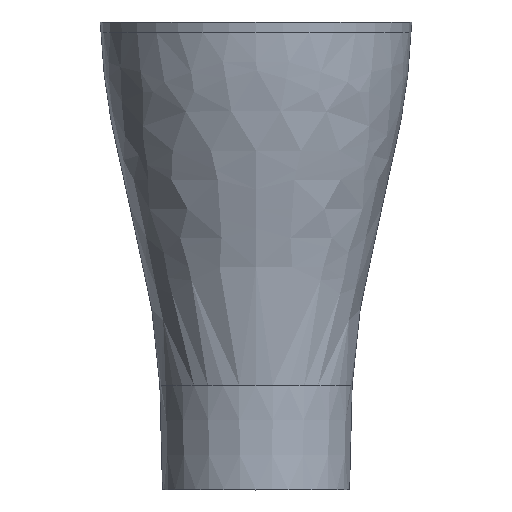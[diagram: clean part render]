
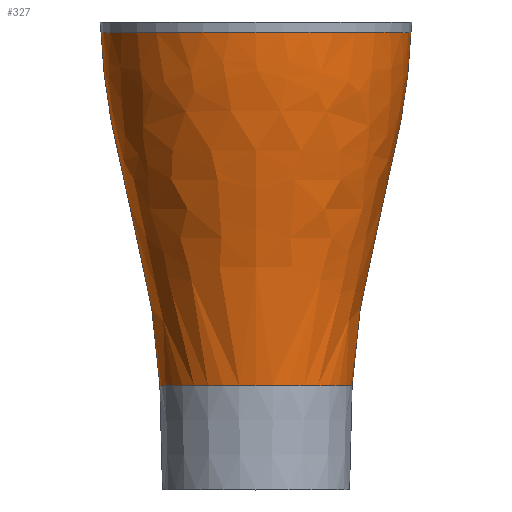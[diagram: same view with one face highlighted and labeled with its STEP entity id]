
A CAD part, top view. The second image highlights one B-rep face of the part: STEP entity #327.
In plain terms, the highlighted free-form (B-spline) face has degree [3, 3] with [4, 4] control points.
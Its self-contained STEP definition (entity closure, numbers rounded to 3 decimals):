
#7 = EDGE_CURVE ( 'NONE', #249, #417, #418, .T. ) ;
#32 = CARTESIAN_POINT ( 'NONE',  ( 185., 200., 370. ) ) ;
#38 = CARTESIAN_POINT ( 'NONE',  ( -298.257, 880.076, 596.514 ) ) ;
#48 = CARTESIAN_POINT ( 'NONE',  ( -298.257, 880.076, 0. ) ) ;
#72 = DIRECTION ( 'NONE',  ( 0., -1., 0. ) ) ;
#77 = CARTESIAN_POINT ( 'NONE',  ( -298.257, 880.076, 0. ) ) ;
#119 = CARTESIAN_POINT ( 'NONE',  ( -291.372, 649.148, 0. ) ) ;
#120 = CARTESIAN_POINT ( 'NONE',  ( 185., 200., 0. ) ) ;
#130 = CARTESIAN_POINT ( 'NONE',  ( -185., 200., 0. ) ) ;
#132 = ORIENTED_EDGE ( 'NONE', *, *, #7, .F. ) ;
#136 = EDGE_LOOP ( 'NONE', ( #240, #132, #349, #438 ) ) ;
#157 =( BOUNDED_SURFACE ( )  B_SPLINE_SURFACE ( 3, 3, ( 
 ( #120, #32, #310, #163 ),
 ( #396, #315, #574, #250 ),
 ( #216, #167, #488, #446 ),
 ( #354, #408, #38, #77 ) ),
 .UNSPECIFIED., .F., .F., .F. ) 
 B_SPLINE_SURFACE_WITH_KNOTS ( ( 4, 4 ),
 ( 4, 4 ),
 ( 0., 1. ),
 ( 0., 1. ),
 .UNSPECIFIED. ) 
 GEOMETRIC_REPRESENTATION_ITEM ( )  RATIONAL_B_SPLINE_SURFACE ( (
 ( 1., 0.333, 0.333, 1.),
 ( 1., 0.333, 0.333, 1.),
 ( 1., 0.333, 0.333, 1.),
 ( 1., 0.333, 0.333, 1.) ) ) 
 REPRESENTATION_ITEM ( '' )  SURFACE ( )  );
#160 = VERTEX_POINT ( 'NONE', #48 ) ;
#163 = CARTESIAN_POINT ( 'NONE',  ( -185., 200., 0. ) ) ;
#167 = CARTESIAN_POINT ( 'NONE',  ( 291.372, 649.148, 582.744 ) ) ;
#210 = EDGE_CURVE ( 'NONE', #249, #341, #234, .T. ) ;
#216 = CARTESIAN_POINT ( 'NONE',  ( 291.372, 649.148, 0. ) ) ;
#223 = CARTESIAN_POINT ( 'NONE',  ( 291.372, 649.148, 0. ) ) ;
#228 = AXIS2_PLACEMENT_3D ( 'NONE', #428, #527, #391 ) ;
#234 = B_SPLINE_CURVE_WITH_KNOTS ( 'NONE', 3,
 ( #401, #453, #223, #582 ),
 .UNSPECIFIED., .F., .F.,
 ( 4, 4 ),
 ( 0., 1. ),
 .UNSPECIFIED. ) ;
#239 = EDGE_CURVE ( 'NONE', #417, #160, #400, .T. ) ;
#240 = ORIENTED_EDGE ( 'NONE', *, *, #239, .F. ) ;
#247 = CIRCLE ( 'NONE', #520, 298.257 ) ;
#248 = DIRECTION ( 'NONE',  ( 1., 0., 0. ) ) ;
#249 = VERTEX_POINT ( 'NONE', #398 ) ;
#250 = CARTESIAN_POINT ( 'NONE',  ( -192.032, 431.548, 0. ) ) ;
#308 = CARTESIAN_POINT ( 'NONE',  ( -298.257, 880.076, 0. ) ) ;
#310 = CARTESIAN_POINT ( 'NONE',  ( -185., 200., 370. ) ) ;
#315 = CARTESIAN_POINT ( 'NONE',  ( 192.032, 431.548, 384.063 ) ) ;
#327 = ADVANCED_FACE ( 'NONE', ( #449 ), #157, .T. ) ;
#341 = VERTEX_POINT ( 'NONE', #439 ) ;
#349 = ORIENTED_EDGE ( 'NONE', *, *, #210, .T. ) ;
#351 = CARTESIAN_POINT ( 'NONE',  ( -192.032, 431.548, 0. ) ) ;
#354 = CARTESIAN_POINT ( 'NONE',  ( 298.257, 880.076, 0. ) ) ;
#391 = DIRECTION ( 'NONE',  ( 1., 0., 0. ) ) ;
#396 = CARTESIAN_POINT ( 'NONE',  ( 192.032, 431.548, 0. ) ) ;
#398 = CARTESIAN_POINT ( 'NONE',  ( 185., 200., 0. ) ) ;
#400 = B_SPLINE_CURVE_WITH_KNOTS ( 'NONE', 3,
 ( #572, #351, #119, #308 ),
 .UNSPECIFIED., .F., .F.,
 ( 4, 4 ),
 ( 0., 1. ),
 .UNSPECIFIED. ) ;
#401 = CARTESIAN_POINT ( 'NONE',  ( 185., 200., 0. ) ) ;
#408 = CARTESIAN_POINT ( 'NONE',  ( 298.257, 880.076, 596.514 ) ) ;
#417 = VERTEX_POINT ( 'NONE', #130 ) ;
#418 = CIRCLE ( 'NONE', #228, 185. ) ;
#428 = CARTESIAN_POINT ( 'NONE',  ( 0., 200., 0. ) ) ;
#438 = ORIENTED_EDGE ( 'NONE', *, *, #548, .T. ) ;
#439 = CARTESIAN_POINT ( 'NONE',  ( 298.257, 880.076, 0. ) ) ;
#446 = CARTESIAN_POINT ( 'NONE',  ( -291.372, 649.148, 0. ) ) ;
#449 = FACE_OUTER_BOUND ( 'NONE', #136, .T. ) ;
#453 = CARTESIAN_POINT ( 'NONE',  ( 192.032, 431.548, 0. ) ) ;
#488 = CARTESIAN_POINT ( 'NONE',  ( -291.372, 649.148, 582.744 ) ) ;
#513 = CARTESIAN_POINT ( 'NONE',  ( 0., 880.076, 0. ) ) ;
#520 = AXIS2_PLACEMENT_3D ( 'NONE', #513, #72, #248 ) ;
#527 = DIRECTION ( 'NONE',  ( 0., -1., 0. ) ) ;
#548 = EDGE_CURVE ( 'NONE', #341, #160, #247, .T. ) ;
#572 = CARTESIAN_POINT ( 'NONE',  ( -185., 200., 0. ) ) ;
#574 = CARTESIAN_POINT ( 'NONE',  ( -192.032, 431.548, 384.063 ) ) ;
#582 = CARTESIAN_POINT ( 'NONE',  ( 298.257, 880.076, 0. ) ) ;
